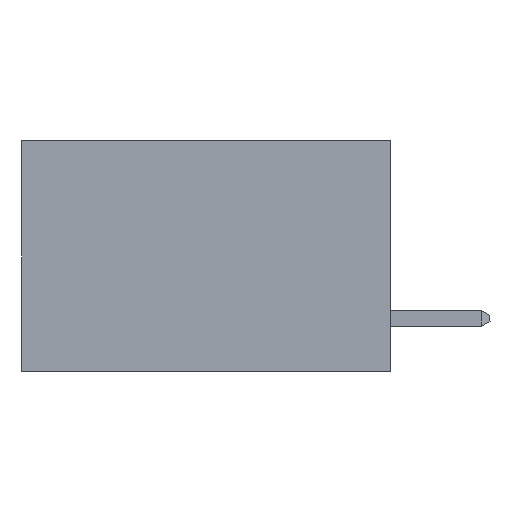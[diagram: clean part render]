
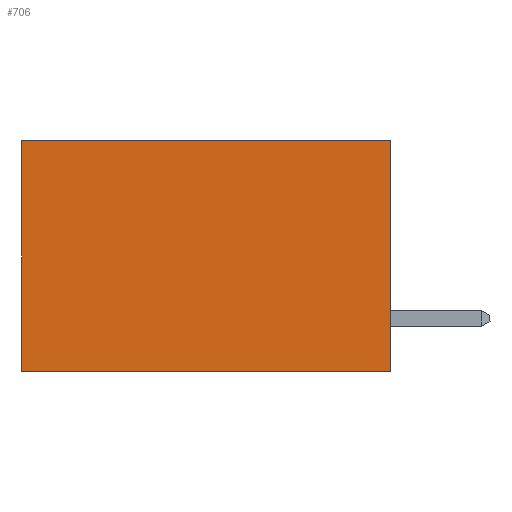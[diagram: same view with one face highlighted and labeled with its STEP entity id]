
A CAD part, left-side view. The second image highlights one B-rep face of the part: STEP entity #706.
In plain terms, the highlighted planar face has unit normal (-1, 0, 0).
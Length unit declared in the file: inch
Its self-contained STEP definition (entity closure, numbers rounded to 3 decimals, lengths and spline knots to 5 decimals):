
#350 = ORIENTED_EDGE ( 'NONE', *, *, #6572, .T. ) ;
#589 = CARTESIAN_POINT ( 'NONE',  ( 0.277, 0.59, -0.37 ) ) ;
#640 = DIRECTION ( 'NONE',  ( 0., 1., 0. ) ) ;
#691 = CARTESIAN_POINT ( 'NONE',  ( 0.277, 0., 0. ) ) ;
#706 = ADVANCED_FACE ( 'NONE', ( #7575 ), #12817, .F. ) ;
#1053 = VERTEX_POINT ( 'NONE', #7461 ) ;
#1309 = VERTEX_POINT ( 'NONE', #13029 ) ;
#1334 = AXIS2_PLACEMENT_3D ( 'NONE', #7652, #7275, #11866 ) ;
#1422 = ORIENTED_EDGE ( 'NONE', *, *, #11808, .F. ) ;
#2325 = ORIENTED_EDGE ( 'NONE', *, *, #9670, .T. ) ;
#2690 = CARTESIAN_POINT ( 'NONE',  ( 0.277, 0.59, 0. ) ) ;
#3087 = ORIENTED_EDGE ( 'NONE', *, *, #6719, .F. ) ;
#3721 = LINE ( 'NONE', #9546, #9281 ) ;
#3979 = VECTOR ( 'NONE', #640, 39.37008 ) ;
#6572 = EDGE_CURVE ( 'NONE', #7418, #8306, #8556, .T. ) ;
#6719 = EDGE_CURVE ( 'NONE', #1309, #1053, #3721, .T. ) ;
#7275 = DIRECTION ( 'NONE',  ( 1., 0., 0. ) ) ;
#7418 = VERTEX_POINT ( 'NONE', #2690 ) ;
#7461 = CARTESIAN_POINT ( 'NONE',  ( 0.277, 0., -0.37 ) ) ;
#7575 = FACE_OUTER_BOUND ( 'NONE', #8559, .T. ) ;
#7652 = CARTESIAN_POINT ( 'NONE',  ( 0.277, 0., -0.37 ) ) ;
#7841 = DIRECTION ( 'NONE',  ( 0., 1., 0. ) ) ;
#8234 = VECTOR ( 'NONE', #10575, 39.37008 ) ;
#8306 = VERTEX_POINT ( 'NONE', #589 ) ;
#8556 = LINE ( 'NONE', #10604, #8234 ) ;
#8559 = EDGE_LOOP ( 'NONE', ( #350, #1422, #3087, #2325 ) ) ;
#9281 = VECTOR ( 'NONE', #9574, 39.37008 ) ;
#9546 = CARTESIAN_POINT ( 'NONE',  ( 0.277, 0., -0.37 ) ) ;
#9574 = DIRECTION ( 'NONE',  ( 0., 0., -1. ) ) ;
#9670 = EDGE_CURVE ( 'NONE', #1309, #7418, #12645, .T. ) ;
#10575 = DIRECTION ( 'NONE',  ( 0., 0., -1. ) ) ;
#10604 = CARTESIAN_POINT ( 'NONE',  ( 0.277, 0.59, -0.37 ) ) ;
#11193 = VECTOR ( 'NONE', #7841, 39.37008 ) ;
#11808 = EDGE_CURVE ( 'NONE', #1053, #8306, #13940, .T. ) ;
#11866 = DIRECTION ( 'NONE',  ( 0., 0., -1. ) ) ;
#12645 = LINE ( 'NONE', #691, #3979 ) ;
#12817 = PLANE ( 'NONE',  #1334 ) ;
#13029 = CARTESIAN_POINT ( 'NONE',  ( 0.277, 0., 0. ) ) ;
#13103 = CARTESIAN_POINT ( 'NONE',  ( 0.277, 0., -0.37 ) ) ;
#13940 = LINE ( 'NONE', #13103, #11193 ) ;
